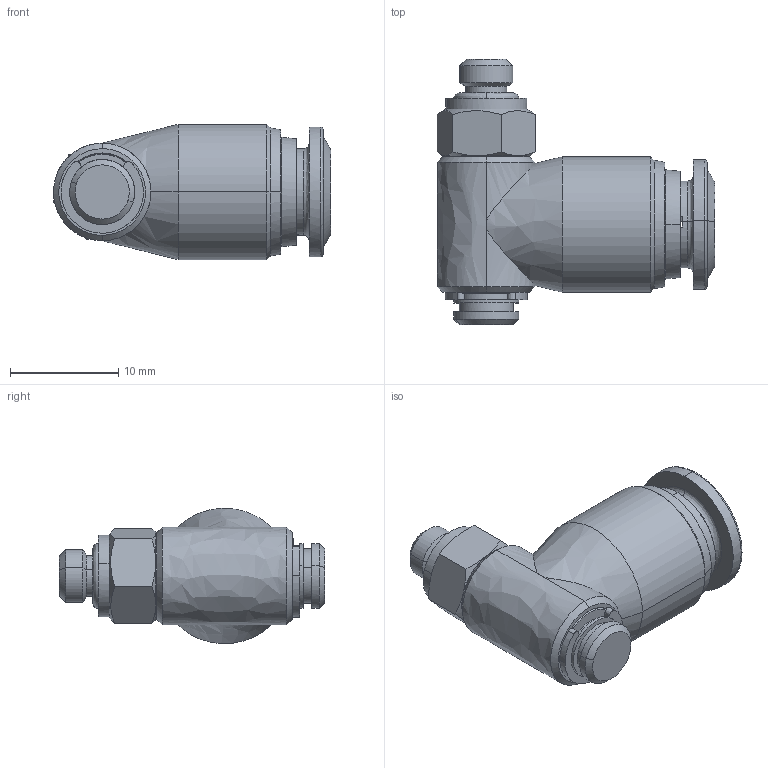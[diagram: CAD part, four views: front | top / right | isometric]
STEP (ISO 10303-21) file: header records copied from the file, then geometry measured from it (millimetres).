
FILE_DESCRIPTION (( 'STEP AP214' ), '1' );
FILE_NAME ('PH06-M5_ME.STEP', '2018-09-06T11:48:30', ( '' ), ( '' ), 'SwSTEP 2.0', 'SolidWorks 2018', '' );
FILE_SCHEMA (( 'AUTOMOTIVE_DESIGN' ));
Length unit declared in the file: millimetre
Products named in the file (1): PH06-M5_ME
Bounding box: 25.62 x 24.5 x 12.48 mm (x, y, z)
Volume: 2932.7 mm3; surface area: 1756.6 mm2
Topology: 3 solids, 3 shells, 145 faces, 335 edges, 206 vertices
Faces by surface type: bspline 145
Entity records: 6225 total; most frequent: CARTESIAN_POINT 4151, ORIENTED_EDGE 670, EDGE_CURVE 335, B_SPLINE_CURVE_WITH_KNOTS 222, VERTEX_POINT 206, EDGE_LOOP 161, ADVANCED_FACE 145, FACE_OUTER_BOUND 145
